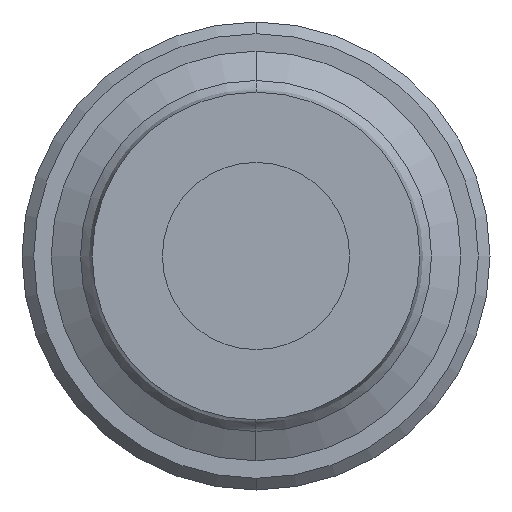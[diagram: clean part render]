
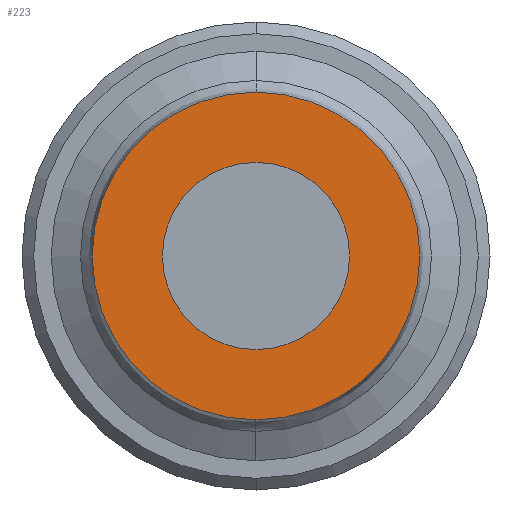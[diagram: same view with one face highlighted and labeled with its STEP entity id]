
A CAD part, left-side view. The second image highlights one B-rep face of the part: STEP entity #223.
In plain terms, the highlighted planar face has unit normal (-1, 0, 0).
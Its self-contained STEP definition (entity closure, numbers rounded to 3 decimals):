
#223=ADVANCED_FACE('',(#283,#284),#282,.F.);
#282=PLANE('',#882);
#283=FACE_OUTER_BOUND('',#883,.T.);
#284=FACE_BOUND('',#884,.T.);
#879=CARTESIAN_POINT('',(0.,-29.098,18.2));
#880=DIRECTION('',(1.,0.,0.));
#881=DIRECTION('',(0.,0.,-1.));
#882=AXIS2_PLACEMENT_3D('',#879,#880,#881);
#883=EDGE_LOOP('',(#1457,#1458));
#884=EDGE_LOOP('',(#1459,#1460));
#1457=ORIENTED_EDGE('',*,*,#1689,.T.);
#1458=ORIENTED_EDGE('',*,*,#1690,.T.);
#1459=ORIENTED_EDGE('',*,*,#1691,.F.);
#1460=ORIENTED_EDGE('',*,*,#1692,.F.);
#1689=EDGE_CURVE('',#1805,#1806,#1807,.T.);
#1690=EDGE_CURVE('',#1806,#1805,#1813,.T.);
#1691=EDGE_CURVE('',#1819,#1820,#1821,.T.);
#1692=EDGE_CURVE('',#1820,#1819,#1827,.T.);
#1805=VERTEX_POINT('',#2567);
#1806=VERTEX_POINT('',#2568);
#1807=CIRCLE('',#2572,14.);
#1813=CIRCLE('',#2576,14.);
#1819=VERTEX_POINT('',#2577);
#1820=VERTEX_POINT('',#2578);
#1821=CIRCLE('',#2582,8.);
#1827=CIRCLE('',#2586,8.);
#2567=CARTESIAN_POINT('',(0.,0.,14.));
#2568=CARTESIAN_POINT('',(0.,0.,-14.));
#2569=CARTESIAN_POINT('',(0.,0.,0.));
#2570=DIRECTION('',(-1.,0.,0.));
#2571=DIRECTION('',(0.,0.,1.));
#2572=AXIS2_PLACEMENT_3D('',#2569,#2570,#2571);
#2573=CARTESIAN_POINT('',(0.,0.,0.));
#2574=DIRECTION('',(-1.,0.,0.));
#2575=DIRECTION('',(0.,0.,1.));
#2576=AXIS2_PLACEMENT_3D('',#2573,#2574,#2575);
#2577=CARTESIAN_POINT('',(0.,0.,-8.));
#2578=CARTESIAN_POINT('',(0.,0.,8.));
#2579=CARTESIAN_POINT('',(0.,0.,0.));
#2580=DIRECTION('',(-1.,0.,0.));
#2581=DIRECTION('',(0.,0.,1.));
#2582=AXIS2_PLACEMENT_3D('',#2579,#2580,#2581);
#2583=CARTESIAN_POINT('',(0.,0.,0.));
#2584=DIRECTION('',(-1.,0.,0.));
#2585=DIRECTION('',(0.,0.,1.));
#2586=AXIS2_PLACEMENT_3D('',#2583,#2584,#2585);
